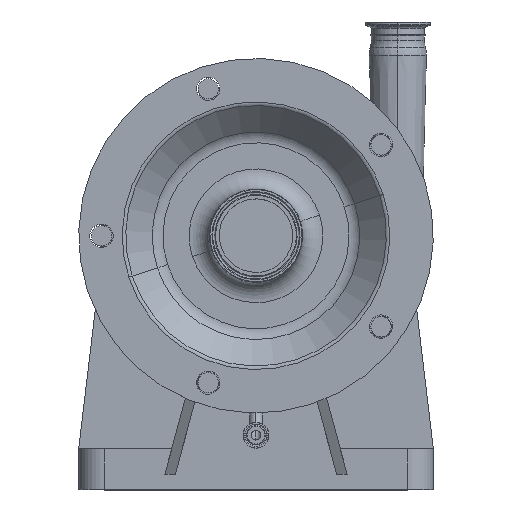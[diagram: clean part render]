
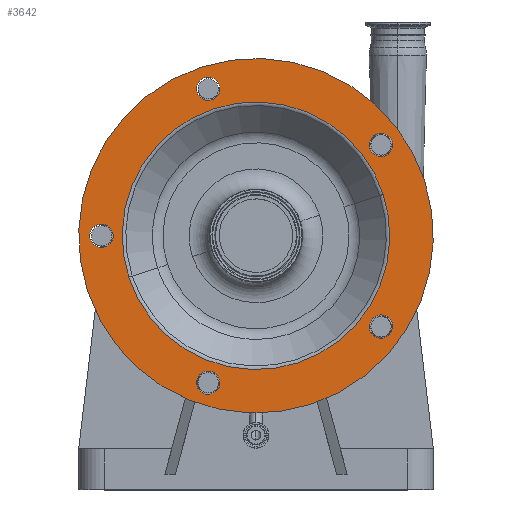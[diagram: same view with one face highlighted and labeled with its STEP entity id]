
A CAD part, top view. The second image highlights one B-rep face of the part: STEP entity #3642.
In plain terms, the highlighted planar face has unit normal (0, 0, 1).
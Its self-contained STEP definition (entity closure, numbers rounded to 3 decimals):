
#102 = VERTEX_POINT ( 'NONE', #4185 ) ;
#181 = AXIS2_PLACEMENT_3D ( 'NONE', #11570, #9200, #5629 ) ;
#184 = ORIENTED_EDGE ( 'NONE', *, *, #5340, .F. ) ;
#325 = CARTESIAN_POINT ( 'NONE',  ( -125.607, -40.812, 289.5 ) ) ;
#328 = VERTEX_POINT ( 'NONE', #5758 ) ;
#373 = CIRCLE ( 'NONE', #614, 11.5 ) ;
#477 = CARTESIAN_POINT ( 'NONE',  ( -152.5, 0., 289.5 ) ) ;
#478 = VERTEX_POINT ( 'NONE', #325 ) ;
#614 = AXIS2_PLACEMENT_3D ( 'NONE', #6154, #11645, #9505 ) ;
#617 = EDGE_CURVE ( 'NONE', #6188, #10533, #11373, .T. ) ;
#663 = CIRCLE ( 'NONE', #5506, 11.5 ) ;
#860 = CIRCLE ( 'NONE', #9329, 11.5 ) ;
#929 = DIRECTION ( 'NONE',  ( -0.951, -0.309, 0. ) ) ;
#1069 = FACE_BOUND ( 'NONE', #8864, .T. ) ;
#1304 = DIRECTION ( 'NONE',  ( -0.951, -0.309, 0. ) ) ;
#1309 = ORIENTED_EDGE ( 'NONE', *, *, #2630, .F. ) ;
#1517 = CARTESIAN_POINT ( 'NONE',  ( -58.062, -148.59, 289.5 ) ) ;
#1679 = CARTESIAN_POINT ( 'NONE',  ( -58.062, 141.482, 289.5 ) ) ;
#1979 = CIRCLE ( 'NONE', #11678, 11.5 ) ;
#2205 = ORIENTED_EDGE ( 'NONE', *, *, #3402, .F. ) ;
#2214 = CARTESIAN_POINT ( 'NONE',  ( -54.078, 166.435, 289.5 ) ) ;
#2261 = DIRECTION ( 'NONE',  ( 0.951, 0.309, 0. ) ) ;
#2299 = DIRECTION ( 'NONE',  ( 0.951, 0.309, 0. ) ) ;
#2456 = DIRECTION ( 'NONE',  ( 0., 0., -1. ) ) ;
#2616 = ORIENTED_EDGE ( 'NONE', *, *, #10434, .F. ) ;
#2630 = EDGE_CURVE ( 'NONE', #328, #4816, #860, .T. ) ;
#2951 = ORIENTED_EDGE ( 'NONE', *, *, #5851, .F. ) ;
#2990 = ORIENTED_EDGE ( 'NONE', *, *, #6212, .F. ) ;
#3302 = AXIS2_PLACEMENT_3D ( 'NONE', #5809, #14151, #13030 ) ;
#3305 = EDGE_CURVE ( 'NONE', #478, #8640, #7841, .T. ) ;
#3402 = EDGE_CURVE ( 'NONE', #3837, #6047, #6624, .T. ) ;
#3595 = EDGE_CURVE ( 'NONE', #7876, #13821, #11983, .T. ) ;
#3642 = ADVANCED_FACE ( 'NONE', ( #4475, #9113, #8965, #9258, #10176, #11482, #1069 ), #12625, .F. ) ;
#3819 = ORIENTED_EDGE ( 'NONE', *, *, #10719, .F. ) ;
#3837 = VERTEX_POINT ( 'NONE', #1517 ) ;
#4033 = CIRCLE ( 'NONE', #3302, 11.5 ) ;
#4144 = DIRECTION ( 'NONE',  ( 0.951, 0.309, 0. ) ) ;
#4182 = DIRECTION ( 'NONE',  ( 0., 0., 1. ) ) ;
#4185 = CARTESIAN_POINT ( 'NONE',  ( 134.312, 93.191, 289.5 ) ) ;
#4377 = CARTESIAN_POINT ( 'NONE',  ( -166.435, -54.078, 289.5 ) ) ;
#4475 = FACE_BOUND ( 'NONE', #12094, .T. ) ;
#4529 = CARTESIAN_POINT ( 'NONE',  ( -36.188, 148.59, 289.5 ) ) ;
#4768 = CARTESIAN_POINT ( 'NONE',  ( 112.438, 86.084, 289.5 ) ) ;
#4816 = VERTEX_POINT ( 'NONE', #10531 ) ;
#5340 = EDGE_CURVE ( 'NONE', #6047, #3837, #373, .T. ) ;
#5418 = AXIS2_PLACEMENT_3D ( 'NONE', #12478, #12698, #10328 ) ;
#5458 = DIRECTION ( 'NONE',  ( -0.951, -0.309, 0. ) ) ;
#5506 = AXIS2_PLACEMENT_3D ( 'NONE', #12787, #6908, #5710 ) ;
#5629 = DIRECTION ( 'NONE',  ( -0.951, -0.309, 0. ) ) ;
#5643 = DIRECTION ( 'NONE',  ( 0.951, 0.309, 0. ) ) ;
#5710 = DIRECTION ( 'NONE',  ( 0.951, 0.309, 0. ) ) ;
#5713 = CIRCLE ( 'NONE', #7660, 11.5 ) ;
#5758 = CARTESIAN_POINT ( 'NONE',  ( -141.563, 3.554, 289.5 ) ) ;
#5809 = CARTESIAN_POINT ( 'NONE',  ( 123.375, 89.637, 289.5 ) ) ;
#5851 = EDGE_CURVE ( 'NONE', #102, #6845, #5713, .T. ) ;
#5933 = DIRECTION ( 'NONE',  ( 0., 0., 1. ) ) ;
#6012 = CARTESIAN_POINT ( 'NONE',  ( 0., 0., 289.5 ) ) ;
#6047 = VERTEX_POINT ( 'NONE', #14691 ) ;
#6154 = CARTESIAN_POINT ( 'NONE',  ( -47.125, -145.036, 289.5 ) ) ;
#6188 = VERTEX_POINT ( 'NONE', #12812 ) ;
#6212 = EDGE_CURVE ( 'NONE', #6845, #102, #4033, .T. ) ;
#6305 = DIRECTION ( 'NONE',  ( 0., 0., -1. ) ) ;
#6430 = DIRECTION ( 'NONE',  ( 0., 0., 1. ) ) ;
#6463 = CARTESIAN_POINT ( 'NONE',  ( 0., 0., 289.5 ) ) ;
#6624 = CIRCLE ( 'NONE', #9538, 11.5 ) ;
#6746 = AXIS2_PLACEMENT_3D ( 'NONE', #9121, #13820, #2299 ) ;
#6845 = VERTEX_POINT ( 'NONE', #4768 ) ;
#6908 = DIRECTION ( 'NONE',  ( 0., 0., 1. ) ) ;
#7008 = EDGE_LOOP ( 'NONE', ( #8533, #8531 ) ) ;
#7023 = VERTEX_POINT ( 'NONE', #4377 ) ;
#7076 = CARTESIAN_POINT ( 'NONE',  ( 0., 0., 289.5 ) ) ;
#7198 = EDGE_CURVE ( 'NONE', #10533, #6188, #663, .T. ) ;
#7201 = EDGE_CURVE ( 'NONE', #7571, #7023, #12567, .T. ) ;
#7350 = AXIS2_PLACEMENT_3D ( 'NONE', #2214, #14739, #929 ) ;
#7427 = EDGE_CURVE ( 'NONE', #8640, #478, #13032, .T. ) ;
#7479 = CARTESIAN_POINT ( 'NONE',  ( 112.438, -93.191, 289.5 ) ) ;
#7571 = VERTEX_POINT ( 'NONE', #9184 ) ;
#7660 = AXIS2_PLACEMENT_3D ( 'NONE', #13406, #6430, #4144 ) ;
#7841 = CIRCLE ( 'NONE', #9045, 132.071 ) ;
#7876 = VERTEX_POINT ( 'NONE', #4529 ) ;
#7949 = EDGE_LOOP ( 'NONE', ( #10675, #12329 ) ) ;
#8001 = DIRECTION ( 'NONE',  ( 0., 0., 1. ) ) ;
#8017 = DIRECTION ( 'NONE',  ( 0., 0., 1. ) ) ;
#8294 = DIRECTION ( 'NONE',  ( 0.951, 0.309, 0. ) ) ;
#8531 = ORIENTED_EDGE ( 'NONE', *, *, #7198, .F. ) ;
#8533 = ORIENTED_EDGE ( 'NONE', *, *, #617, .F. ) ;
#8640 = VERTEX_POINT ( 'NONE', #9271 ) ;
#8745 = ORIENTED_EDGE ( 'NONE', *, *, #3595, .F. ) ;
#8776 = AXIS2_PLACEMENT_3D ( 'NONE', #9369, #8001, #5643 ) ;
#8864 = EDGE_LOOP ( 'NONE', ( #8745, #3819 ) ) ;
#8965 = FACE_BOUND ( 'NONE', #7008, .T. ) ;
#9045 = AXIS2_PLACEMENT_3D ( 'NONE', #6012, #2456, #1304 ) ;
#9113 = FACE_BOUND ( 'NONE', #13640, .T. ) ;
#9121 = CARTESIAN_POINT ( 'NONE',  ( 123.375, -89.637, 289.5 ) ) ;
#9184 = CARTESIAN_POINT ( 'NONE',  ( 166.435, 54.078, 289.5 ) ) ;
#9200 = DIRECTION ( 'NONE',  ( 0., 0., -1. ) ) ;
#9258 = FACE_BOUND ( 'NONE', #13200, .T. ) ;
#9271 = CARTESIAN_POINT ( 'NONE',  ( 125.607, 40.812, 289.5 ) ) ;
#9329 = AXIS2_PLACEMENT_3D ( 'NONE', #477, #4182, #13375 ) ;
#9369 = CARTESIAN_POINT ( 'NONE',  ( -47.125, 145.036, 289.5 ) ) ;
#9505 = DIRECTION ( 'NONE',  ( 0.951, 0.309, 0. ) ) ;
#9538 = AXIS2_PLACEMENT_3D ( 'NONE', #11803, #5933, #8294 ) ;
#9625 = ORIENTED_EDGE ( 'NONE', *, *, #3305, .T. ) ;
#10109 = AXIS2_PLACEMENT_3D ( 'NONE', #6463, #6305, #13368 ) ;
#10176 = FACE_BOUND ( 'NONE', #12167, .T. ) ;
#10328 = DIRECTION ( 'NONE',  ( 0.951, 0.309, 0. ) ) ;
#10434 = EDGE_CURVE ( 'NONE', #4816, #328, #1979, .T. ) ;
#10531 = CARTESIAN_POINT ( 'NONE',  ( -163.437, -3.554, 289.5 ) ) ;
#10533 = VERTEX_POINT ( 'NONE', #7479 ) ;
#10675 = ORIENTED_EDGE ( 'NONE', *, *, #13904, .F. ) ;
#10719 = EDGE_CURVE ( 'NONE', #13821, #7876, #13620, .T. ) ;
#10791 = AXIS2_PLACEMENT_3D ( 'NONE', #7076, #13802, #5458 ) ;
#11373 = CIRCLE ( 'NONE', #6746, 11.5 ) ;
#11482 = FACE_OUTER_BOUND ( 'NONE', #7949, .T. ) ;
#11570 = CARTESIAN_POINT ( 'NONE',  ( 0., 0., 289.5 ) ) ;
#11645 = DIRECTION ( 'NONE',  ( 0., 0., 1. ) ) ;
#11678 = AXIS2_PLACEMENT_3D ( 'NONE', #12666, #8017, #2261 ) ;
#11803 = CARTESIAN_POINT ( 'NONE',  ( -47.125, -145.036, 289.5 ) ) ;
#11983 = CIRCLE ( 'NONE', #5418, 11.5 ) ;
#12094 = EDGE_LOOP ( 'NONE', ( #1309, #2616 ) ) ;
#12167 = EDGE_LOOP ( 'NONE', ( #9625, #14780 ) ) ;
#12329 = ORIENTED_EDGE ( 'NONE', *, *, #7201, .F. ) ;
#12478 = CARTESIAN_POINT ( 'NONE',  ( -47.125, 145.036, 289.5 ) ) ;
#12567 = CIRCLE ( 'NONE', #181, 175. ) ;
#12625 = PLANE ( 'NONE',  #7350 ) ;
#12666 = CARTESIAN_POINT ( 'NONE',  ( -152.5, 0., 289.5 ) ) ;
#12698 = DIRECTION ( 'NONE',  ( 0., 0., 1. ) ) ;
#12787 = CARTESIAN_POINT ( 'NONE',  ( 123.375, -89.637, 289.5 ) ) ;
#12812 = CARTESIAN_POINT ( 'NONE',  ( 134.312, -86.084, 289.5 ) ) ;
#13030 = DIRECTION ( 'NONE',  ( 0.951, 0.309, 0. ) ) ;
#13032 = CIRCLE ( 'NONE', #10109, 132.071 ) ;
#13200 = EDGE_LOOP ( 'NONE', ( #2951, #2990 ) ) ;
#13368 = DIRECTION ( 'NONE',  ( -0.951, -0.309, 0. ) ) ;
#13375 = DIRECTION ( 'NONE',  ( 0.951, 0.309, 0. ) ) ;
#13406 = CARTESIAN_POINT ( 'NONE',  ( 123.375, 89.637, 289.5 ) ) ;
#13620 = CIRCLE ( 'NONE', #8776, 11.5 ) ;
#13640 = EDGE_LOOP ( 'NONE', ( #184, #2205 ) ) ;
#13802 = DIRECTION ( 'NONE',  ( 0., 0., -1. ) ) ;
#13820 = DIRECTION ( 'NONE',  ( 0., 0., 1. ) ) ;
#13821 = VERTEX_POINT ( 'NONE', #1679 ) ;
#13904 = EDGE_CURVE ( 'NONE', #7023, #7571, #14407, .T. ) ;
#14151 = DIRECTION ( 'NONE',  ( 0., 0., 1. ) ) ;
#14407 = CIRCLE ( 'NONE', #10791, 175. ) ;
#14691 = CARTESIAN_POINT ( 'NONE',  ( -36.188, -141.482, 289.5 ) ) ;
#14739 = DIRECTION ( 'NONE',  ( 0., 0., -1. ) ) ;
#14780 = ORIENTED_EDGE ( 'NONE', *, *, #7427, .T. ) ;
